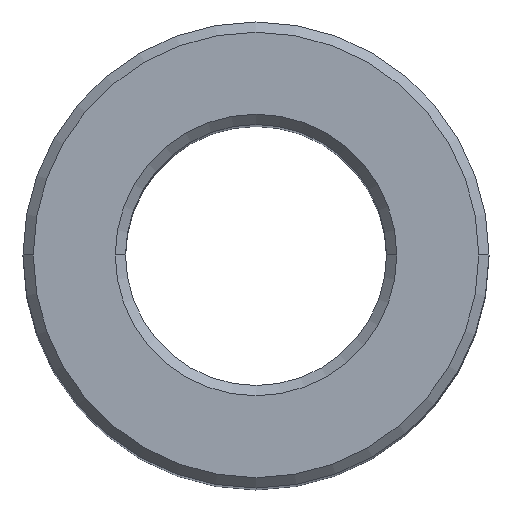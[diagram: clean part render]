
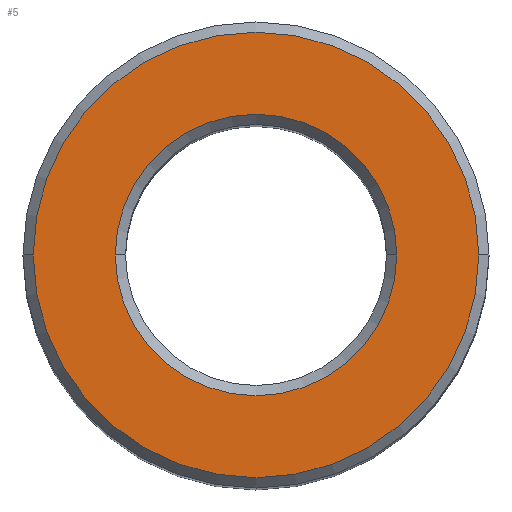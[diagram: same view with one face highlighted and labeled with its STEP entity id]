
A CAD part, top view. The second image highlights one B-rep face of the part: STEP entity #5.
In plain terms, the highlighted planar face has unit normal (0, 0, 1).
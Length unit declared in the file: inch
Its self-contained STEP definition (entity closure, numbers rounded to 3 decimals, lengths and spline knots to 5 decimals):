
#5 = ADVANCED_FACE ( 'NONE', ( #105, #193 ), #240, .T. ) ;
#7 = EDGE_CURVE ( 'NONE', #214, #239, #447, .T. ) ;
#14 = VERTEX_POINT ( 'NONE', #265 ) ;
#45 = EDGE_LOOP ( 'NONE', ( #421, #118 ) ) ;
#55 = CARTESIAN_POINT ( 'NONE',  ( 0., 0., 0.3125 ) ) ;
#83 = EDGE_CURVE ( 'NONE', #239, #214, #310, .T. ) ;
#102 = CARTESIAN_POINT ( 'NONE',  ( 0., 0., 0.3125 ) ) ;
#105 = FACE_OUTER_BOUND ( 'NONE', #45, .T. ) ;
#114 = AXIS2_PLACEMENT_3D ( 'NONE', #201, #444, #174 ) ;
#118 = ORIENTED_EDGE ( 'NONE', *, *, #383, .T. ) ;
#129 = EDGE_CURVE ( 'NONE', #14, #320, #322, .T. ) ;
#135 = DIRECTION ( 'NONE',  ( 0., 0., -1. ) ) ;
#140 = AXIS2_PLACEMENT_3D ( 'NONE', #102, #141, #402 ) ;
#141 = DIRECTION ( 'NONE',  ( 0., 0., -1. ) ) ;
#142 = AXIS2_PLACEMENT_3D ( 'NONE', #211, #409, #245 ) ;
#152 = ORIENTED_EDGE ( 'NONE', *, *, #7, .T. ) ;
#168 = AXIS2_PLACEMENT_3D ( 'NONE', #55, #135, #200 ) ;
#174 = DIRECTION ( 'NONE',  ( 1., 0., 0. ) ) ;
#193 = FACE_BOUND ( 'NONE', #286, .T. ) ;
#195 = DIRECTION ( 'NONE',  ( 0., 0., 1. ) ) ;
#200 = DIRECTION ( 'NONE',  ( 1., 0., 0. ) ) ;
#201 = CARTESIAN_POINT ( 'NONE',  ( 0., 0., 0.3125 ) ) ;
#203 = ORIENTED_EDGE ( 'NONE', *, *, #83, .T. ) ;
#205 = AXIS2_PLACEMENT_3D ( 'NONE', #396, #195, #269 ) ;
#211 = CARTESIAN_POINT ( 'NONE',  ( 0., 0., 0.3125 ) ) ;
#214 = VERTEX_POINT ( 'NONE', #326 ) ;
#227 = CARTESIAN_POINT ( 'NONE',  ( 0.0755, 0., 0.3125 ) ) ;
#239 = VERTEX_POINT ( 'NONE', #227 ) ;
#240 = PLANE ( 'NONE',  #114 ) ;
#245 = DIRECTION ( 'NONE',  ( 1., 0., 0. ) ) ;
#259 = CARTESIAN_POINT ( 'NONE',  ( 0.1195, 0., 0.3125 ) ) ;
#265 = CARTESIAN_POINT ( 'NONE',  ( -0.1195, 0., 0.3125 ) ) ;
#269 = DIRECTION ( 'NONE',  ( 1., 0., 0. ) ) ;
#286 = EDGE_LOOP ( 'NONE', ( #203, #152 ) ) ;
#310 = CIRCLE ( 'NONE', #168, 0.0755 ) ;
#320 = VERTEX_POINT ( 'NONE', #259 ) ;
#322 = CIRCLE ( 'NONE', #205, 0.1195 ) ;
#326 = CARTESIAN_POINT ( 'NONE',  ( -0.0755, 0., 0.3125 ) ) ;
#380 = CIRCLE ( 'NONE', #142, 0.1195 ) ;
#383 = EDGE_CURVE ( 'NONE', #320, #14, #380, .T. ) ;
#396 = CARTESIAN_POINT ( 'NONE',  ( 0., 0., 0.3125 ) ) ;
#402 = DIRECTION ( 'NONE',  ( 1., 0., 0. ) ) ;
#409 = DIRECTION ( 'NONE',  ( 0., 0., 1. ) ) ;
#421 = ORIENTED_EDGE ( 'NONE', *, *, #129, .T. ) ;
#444 = DIRECTION ( 'NONE',  ( 0., 0., 1. ) ) ;
#447 = CIRCLE ( 'NONE', #140, 0.0755 ) ;
